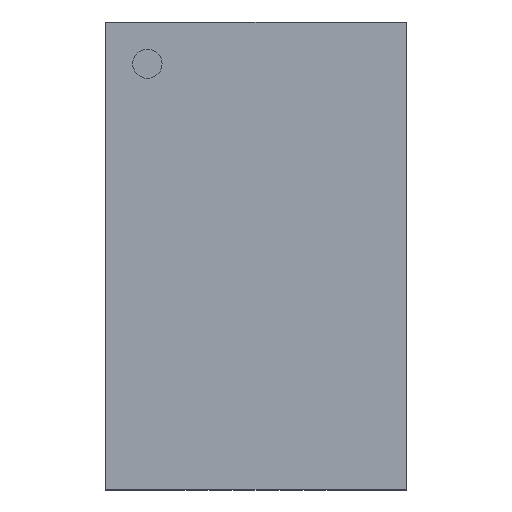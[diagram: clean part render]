
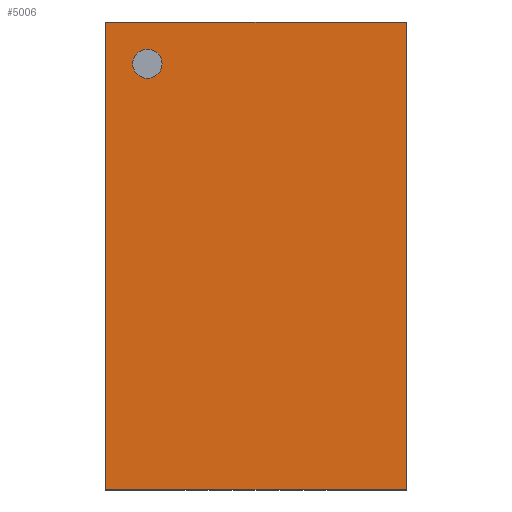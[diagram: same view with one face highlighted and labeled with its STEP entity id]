
A CAD part, top view. The second image highlights one B-rep face of the part: STEP entity #5006.
In plain terms, the highlighted planar face has unit normal (0, 0, 1).
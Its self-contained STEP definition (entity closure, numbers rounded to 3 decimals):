
#322=LINE($,#7789,#918);
#327=LINE($,#7797,#923);
#350=LINE($,#7825,#946);
#351=LINE($,#7827,#947);
#918=VECTOR($,#6297,5.6);
#923=VECTOR($,#6304,3.6);
#946=VECTOR($,#6331,3.6);
#947=VECTOR($,#6334,5.6);
#1335=PLANE($,#5429);
#1486=FACE_BOUND($,#1917,.T.);
#1612=FACE_OUTER_BOUND($,#1916,.T.);
#1916=EDGE_LOOP($,(#4119,#4120,#4121,#4122));
#1917=EDGE_LOOP($,(#4123));
#2097=CIRCLE($,#5249,0.175);
#2213=VERTEX_POINT($,#7103);
#2447=VERTEX_POINT($,#7786);
#2448=VERTEX_POINT($,#7788);
#2450=VERTEX_POINT($,#7796);
#2453=VERTEX_POINT($,#7823);
#2689=EDGE_CURVE($,#2213,#2213,#2097,.T.);
#3020=EDGE_CURVE($,#2448,#2447,#322,.T.);
#3025=EDGE_CURVE($,#2450,#2448,#327,.T.);
#3048=EDGE_CURVE($,#2447,#2453,#350,.T.);
#3049=EDGE_CURVE($,#2453,#2450,#351,.T.);
#4119=ORIENTED_EDGE($,*,*,#3049,.T.);
#4120=ORIENTED_EDGE($,*,*,#3025,.T.);
#4121=ORIENTED_EDGE($,*,*,#3020,.T.);
#4122=ORIENTED_EDGE($,*,*,#3048,.T.);
#4123=ORIENTED_EDGE($,*,*,#2689,.T.);
#5006=ADVANCED_FACE($,(#1612,#1486),#1335,.T.);
#5249=AXIS2_PLACEMENT_3D($,#7104,#5671,#5672);
#5429=AXIS2_PLACEMENT_3D($,#7828,#6335,#6336);
#5671=DIRECTION('center_axis',(0.,0.,-1.));
#5672=DIRECTION('ref_axis',(-1.,0.,0.));
#6297=DIRECTION($,(0.,-1.,0.));
#6304=DIRECTION($,(-1.,0.,0.));
#6331=DIRECTION($,(1.,0.,0.));
#6334=DIRECTION($,(0.,1.,0.));
#6335=DIRECTION('center_axis',(0.,0.,1.));
#6336=DIRECTION('ref_axis',(1.,0.,0.));
#7103=CARTESIAN_POINT('',(-1.125,2.3,0.85));
#7104=CARTESIAN_POINT('Origin',(-1.3,2.3,0.85));
#7786=CARTESIAN_POINT('',(-1.8,-2.8,0.85));
#7788=CARTESIAN_POINT('',(-1.8,2.8,0.85));
#7789=CARTESIAN_POINT($,(-1.8,2.8,0.85));
#7796=CARTESIAN_POINT('',(1.8,2.8,0.85));
#7797=CARTESIAN_POINT($,(1.8,2.8,0.85));
#7823=CARTESIAN_POINT('',(1.8,-2.8,0.85));
#7825=CARTESIAN_POINT($,(-1.8,-2.8,0.85));
#7827=CARTESIAN_POINT($,(1.8,-2.8,0.85));
#7828=CARTESIAN_POINT('Origin',(0.,0.,0.85));
